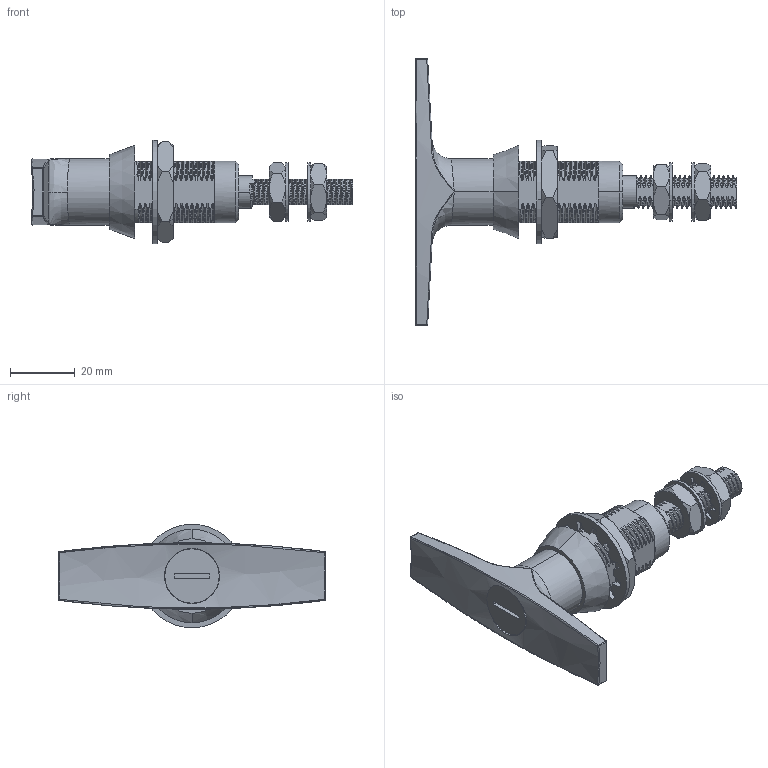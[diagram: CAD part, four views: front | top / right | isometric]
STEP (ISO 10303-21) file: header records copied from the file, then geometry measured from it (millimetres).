
FILE_DESCRIPTION (( 'STEP AP214' ), '1' );
FILE_NAME ('73390 Bk T Handle Compression Latch Keylock (KA).STEP', '2022-02-28T01:43:18', ( '' ), ( '' ), 'SwSTEP 2.0', 'SolidWorks 2021', '' );
FILE_SCHEMA (( 'AUTOMOTIVE_DESIGN' ));
Length unit declared in the file: millimetre
Products named in the file (8): toothed lock washer_a_jis_JIS B 1255 A 20; 73390 Bk T Handle Compression Latch Keylock (KA); toothed lock washer_a_jis_JIS B 1255 A 10; Bk T Handle Compression LatchShaft; Bk T Handle Compression Latch Body; Bk T Handle Compression Latch Tee Handle; Bk T Handle Compression Latch Tee Handle 34 nut; Bk T Handle Compression Latch Tee Handle 38 nut
Assembly tree (9 placements, depth 2):
  73390 Bk T Handle Compression Latch Keylock (KA)
    Bk T Handle Compression Latch Body
    Bk T Handle Compression Latch Tee Handle
    Bk T Handle Compression Latch Tee Handle 34 nut
    Bk T Handle Compression Latch Tee Handle 38 nut  x2
    toothed lock washer_a_jis_JIS B 1255 A 20
    toothed lock washer_a_jis_JIS B 1255 A 10  x2
    Bk T Handle Compression LatchShaft
Bounding box: 99.16 x 82.34 x 31.99 mm (x, y, z)
Volume: 30986.5 mm3; surface area: 19399.3 mm2
Topology: 9 solids, 9 shells, 802 faces, 2257 edges, 1471 vertices
Faces by surface type: bspline 344, cylinder 257, plane 142, cone 49, sphere 10
Entity records: 209671 total; most frequent: CARTESIAN_POINT 192742, ORIENTED_EDGE 4080, EDGE_CURVE 2040, DIRECTION 1810, VERTEX_POINT 1336, EDGE_LOOP 746, ADVANCED_FACE 726, FACE_OUTER_BOUND 726
